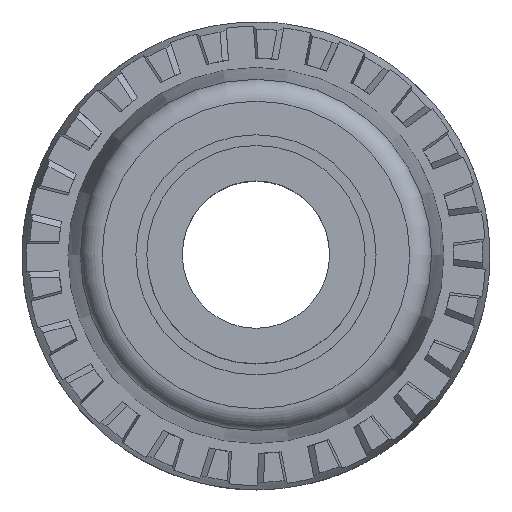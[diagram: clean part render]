
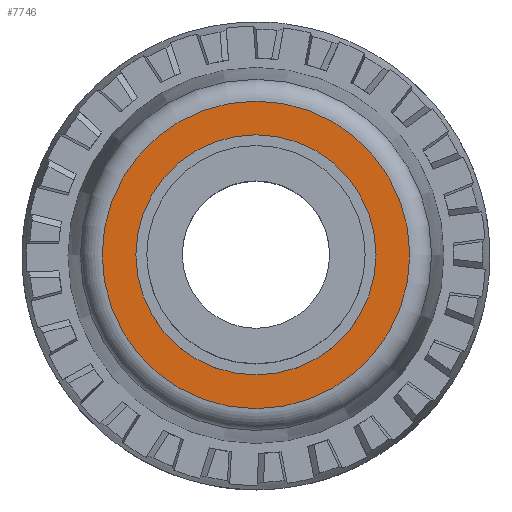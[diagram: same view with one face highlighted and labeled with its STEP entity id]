
A CAD part, top view. The second image highlights one B-rep face of the part: STEP entity #7746.
In plain terms, the highlighted face is planar.
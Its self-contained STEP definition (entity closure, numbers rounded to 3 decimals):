
#1471=PLANE($,#8197);
#1863=FACE_BOUND($,#2332,.T.);
#1864=FACE_BOUND($,#2333,.T.);
#2332=EDGE_LOOP($,(#5239));
#2333=EDGE_LOOP($,(#5240));
#2795=CIRCLE($,#8196,28.171);
#2796=CIRCLE($,#8198,22.);
#3168=VERTEX_POINT($,#11796);
#3169=VERTEX_POINT($,#11799);
#3997=EDGE_CURVE($,#3168,#3168,#2795,.T.);
#3998=EDGE_CURVE($,#3169,#3169,#2796,.T.);
#5239=ORIENTED_EDGE($,*,*,#3998,.T.);
#5240=ORIENTED_EDGE($,*,*,#3997,.F.);
#7746=ADVANCED_FACE($,(#1863,#1864),#1471,.F.);
#8196=AXIS2_PLACEMENT_3D($,#11797,#9219,#9220);
#8197=AXIS2_PLACEMENT_3D($,#11798,#9221,#9222);
#8198=AXIS2_PLACEMENT_3D($,#11800,#9223,#9224);
#9219=DIRECTION('center_axis',(0.,0.,1.));
#9220=DIRECTION('ref_axis',(-1.,0.,0.));
#9221=DIRECTION('center_axis',(0.,0.,1.));
#9222=DIRECTION('ref_axis',(1.,0.,0.));
#9223=DIRECTION('center_axis',(0.,0.,1.));
#9224=DIRECTION('ref_axis',(-1.,0.,0.));
#11796=CARTESIAN_POINT('',(28.171,0.,30.5));
#11797=CARTESIAN_POINT('Origin',(0.,0.,30.5));
#11798=CARTESIAN_POINT('Origin',(0.,0.,30.5));
#11799=CARTESIAN_POINT('',(22.,0.,30.5));
#11800=CARTESIAN_POINT('Origin',(0.,0.,30.5));
